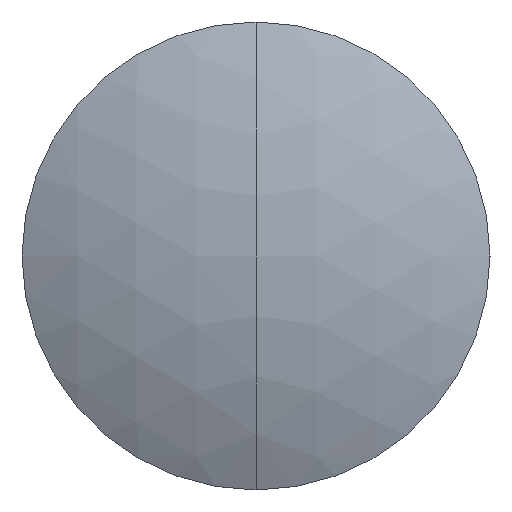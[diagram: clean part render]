
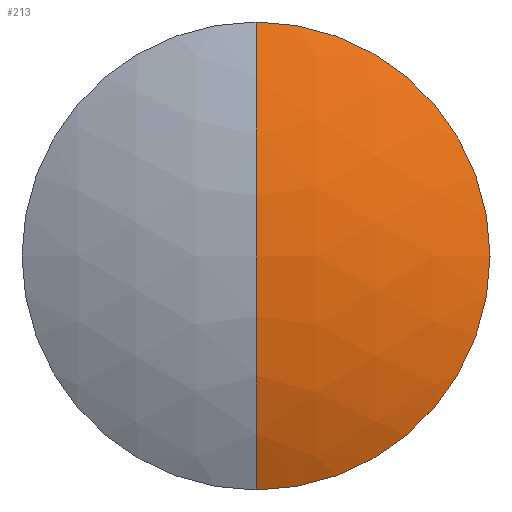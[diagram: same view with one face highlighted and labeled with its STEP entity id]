
A CAD part, left-side view. The second image highlights one B-rep face of the part: STEP entity #213.
In plain terms, the highlighted spherical face has radius 29.38 mm.
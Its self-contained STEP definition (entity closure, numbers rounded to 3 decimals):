
#7 = CARTESIAN_POINT ( 'NONE',  ( 311.109, 0., 0. ) ) ;
#8 = AXIS2_PLACEMENT_3D ( 'NONE', #7, #26, #216 ) ;
#13 = CIRCLE ( 'NONE', #8, 29.38 ) ;
#21 = SPHERICAL_SURFACE ( 'NONE', #305, 29.38 ) ;
#26 = DIRECTION ( 'NONE',  ( 0., -1., 0. ) ) ;
#42 = CIRCLE ( 'NONE', #127, 29.38 ) ;
#45 = CARTESIAN_POINT ( 'NONE',  ( 284.616, 0., 12.7 ) ) ;
#81 = ORIENTED_EDGE ( 'NONE', *, *, #307, .T. ) ;
#83 = DIRECTION ( 'NONE',  ( 0., -1., 0. ) ) ;
#86 = CIRCLE ( 'NONE', #184, 12.7 ) ;
#91 = ORIENTED_EDGE ( 'NONE', *, *, #176, .F. ) ;
#102 = DIRECTION ( 'NONE',  ( 0., 0., -1. ) ) ;
#108 = CARTESIAN_POINT ( 'NONE',  ( 311.109, 0., 0. ) ) ;
#127 = AXIS2_PLACEMENT_3D ( 'NONE', #249, #221, #223 ) ;
#132 = CARTESIAN_POINT ( 'NONE',  ( 281.729, 0., 0. ) ) ;
#135 = CARTESIAN_POINT ( 'NONE',  ( 284.616, 0., -12.7 ) ) ;
#175 = CARTESIAN_POINT ( 'NONE',  ( 284.616, 0., 0. ) ) ;
#176 = EDGE_CURVE ( 'NONE', #292, #183, #42, .T. ) ;
#183 = VERTEX_POINT ( 'NONE', #132 ) ;
#184 = AXIS2_PLACEMENT_3D ( 'NONE', #175, #320, #290 ) ;
#213 = ADVANCED_FACE ( 'NONE', ( #313 ), #21, .T. ) ;
#215 = VERTEX_POINT ( 'NONE', #45 ) ;
#216 = DIRECTION ( 'NONE',  ( 0., 0., -1. ) ) ;
#221 = DIRECTION ( 'NONE',  ( 0., 1., 0. ) ) ;
#223 = DIRECTION ( 'NONE',  ( 0., 0., 1. ) ) ;
#249 = CARTESIAN_POINT ( 'NONE',  ( 311.109, 0., 0. ) ) ;
#260 = ORIENTED_EDGE ( 'NONE', *, *, #347, .T. ) ;
#290 = DIRECTION ( 'NONE',  ( 0., 0., 1. ) ) ;
#292 = VERTEX_POINT ( 'NONE', #135 ) ;
#300 = EDGE_LOOP ( 'NONE', ( #260, #81, #91 ) ) ;
#305 = AXIS2_PLACEMENT_3D ( 'NONE', #108, #83, #102 ) ;
#307 = EDGE_CURVE ( 'NONE', #215, #183, #13, .T. ) ;
#313 = FACE_OUTER_BOUND ( 'NONE', #300, .T. ) ;
#320 = DIRECTION ( 'NONE',  ( -1., 0., 0. ) ) ;
#347 = EDGE_CURVE ( 'NONE', #292, #215, #86, .T. ) ;
